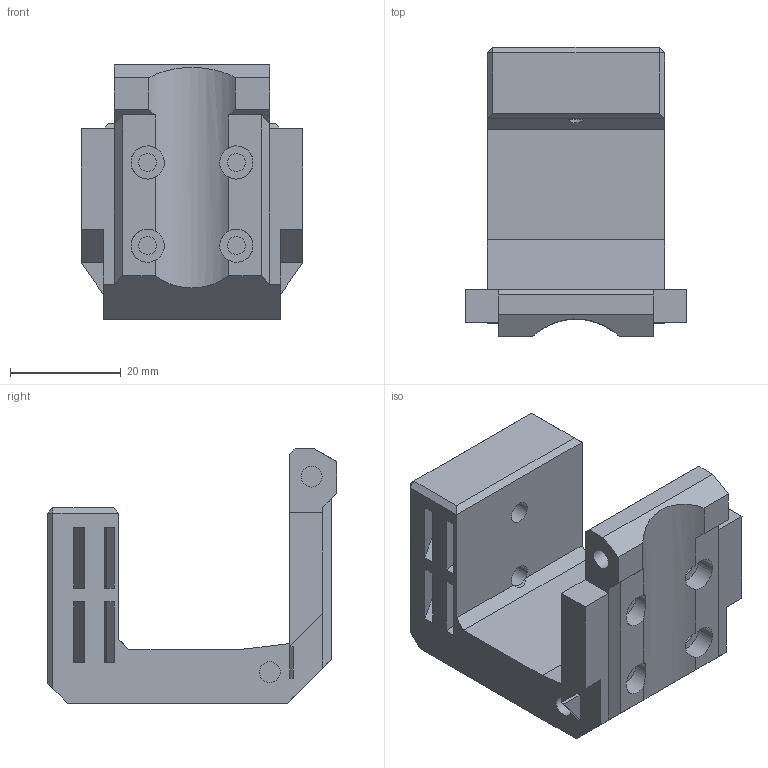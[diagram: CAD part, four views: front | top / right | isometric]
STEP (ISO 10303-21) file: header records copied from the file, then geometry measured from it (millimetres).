
FILE_DESCRIPTION(/* description */ (''),/* implementation_level */ '2;1');
FILE_NAME(/* name */ 'carriage forMGN9H 10mm belt.stp',/* time_stamp */ '2023-01-22T17:08:44+03:00',/* author */ ('Engineer'),/* organization */ (''),/* preprocessor_version */ 'ST-DEVELOPER v18.1',/* originating_system */ 'Autodesk Inventor 2022',/* authorisation */ '');
FILE_SCHEMA (('AUTOMOTIVE_DESIGN { 1 0 10303 214 3 1 1 }'));
Length unit declared in the file: millimetre
Products named in the file (1): Mount 10 mm MGN9H
Bounding box: 40 x 52.18 x 45.85 mm (x, y, z)
Volume: 29339.5 mm3; surface area: 13431.7 mm2
Topology: 1 solids, 1 shells, 224 faces, 654 edges, 428 vertices
Faces by surface type: cylinder 134, plane 90
Full cylindrical faces by diameter (mm): 3.2 x6, 3.75 x4, 4 x2, 6 x4
Entity records: 7658 total; most frequent: DIRECTION 1376, CARTESIAN_POINT 1361, ORIENTED_EDGE 1308, EDGE_CURVE 654, AXIS2_PLACEMENT_3D 503, VERTEX_POINT 428, LINE 370, VECTOR 370
